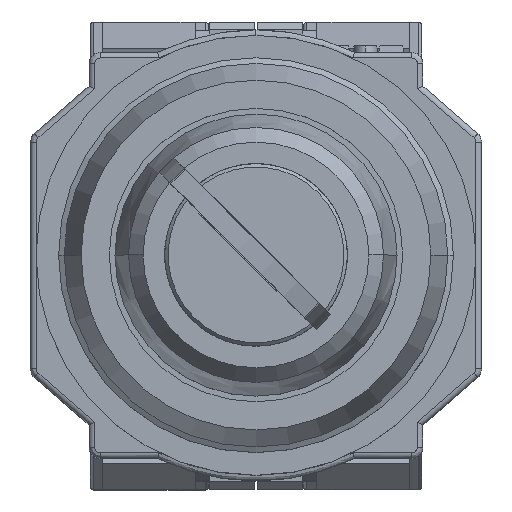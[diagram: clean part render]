
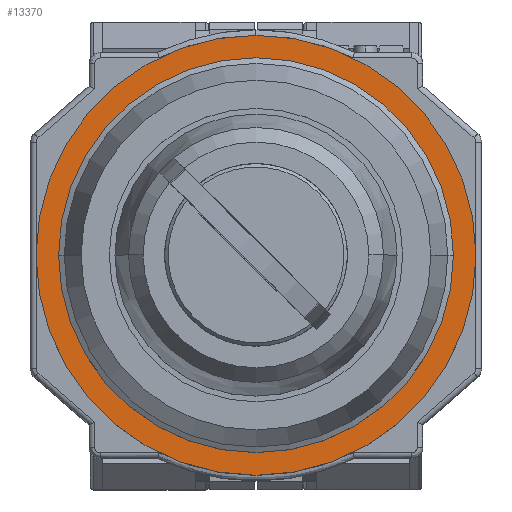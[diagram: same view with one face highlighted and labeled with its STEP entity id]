
A CAD part, top view. The second image highlights one B-rep face of the part: STEP entity #13370.
In plain terms, the highlighted planar face has unit normal (0, 0, 1).
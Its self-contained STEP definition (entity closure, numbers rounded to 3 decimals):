
#299 = CARTESIAN_POINT ( 'NONE',  ( 0., 0., 1.5 ) ) ;
#396 = DIRECTION ( 'NONE',  ( 0., 0., 1. ) ) ;
#861 = EDGE_LOOP ( 'NONE', ( #8301, #16670 ) ) ;
#1124 = CARTESIAN_POINT ( 'NONE',  ( 0., 0., 1.5 ) ) ;
#1173 = CIRCLE ( 'NONE', #14288, 19.5 ) ;
#1239 = VERTEX_POINT ( 'NONE', #5772 ) ;
#1326 = EDGE_CURVE ( 'NONE', #4036, #1239, #19720, .T. ) ;
#1589 = CIRCLE ( 'NONE', #16005, 14.75 ) ;
#2231 = EDGE_CURVE ( 'NONE', #1239, #4036, #1589, .T. ) ;
#4036 = VERTEX_POINT ( 'NONE', #17685 ) ;
#4816 = CARTESIAN_POINT ( 'NONE',  ( 19.5, 0., 1.5 ) ) ;
#5492 = DIRECTION ( 'NONE',  ( -1., 0., 0. ) ) ;
#5497 = DIRECTION ( 'NONE',  ( 1., 0., 0. ) ) ;
#5772 = CARTESIAN_POINT ( 'NONE',  ( 14.75, 0., 1.5 ) ) ;
#7103 = ORIENTED_EDGE ( 'NONE', *, *, #2231, .F. ) ;
#7501 = DIRECTION ( 'NONE',  ( 0., 0., 1. ) ) ;
#7506 = DIRECTION ( 'NONE',  ( 0., 0., 1. ) ) ;
#8174 = VERTEX_POINT ( 'NONE', #12892 ) ;
#8301 = ORIENTED_EDGE ( 'NONE', *, *, #12944, .T. ) ;
#8492 = CARTESIAN_POINT ( 'NONE',  ( 0., 0., 1.5 ) ) ;
#9546 = CARTESIAN_POINT ( 'NONE',  ( 0., 0., 1.5 ) ) ;
#9552 = CARTESIAN_POINT ( 'NONE',  ( -19.734, -19.734, 1.5 ) ) ;
#9882 = ORIENTED_EDGE ( 'NONE', *, *, #1326, .F. ) ;
#10765 = DIRECTION ( 'NONE',  ( -1., 0., 0. ) ) ;
#11389 = EDGE_LOOP ( 'NONE', ( #9882, #7103 ) ) ;
#11596 = PLANE ( 'NONE',  #14656 ) ;
#11952 = VERTEX_POINT ( 'NONE', #4816 ) ;
#12094 = FACE_OUTER_BOUND ( 'NONE', #861, .T. ) ;
#12280 = AXIS2_PLACEMENT_3D ( 'NONE', #299, #16013, #13994 ) ;
#12607 = FACE_BOUND ( 'NONE', #11389, .T. ) ;
#12785 = DIRECTION ( 'NONE',  ( 0., 0., 1. ) ) ;
#12892 = CARTESIAN_POINT ( 'NONE',  ( -19.5, 0., 1.5 ) ) ;
#12944 = EDGE_CURVE ( 'NONE', #8174, #11952, #1173, .T. ) ;
#13120 = EDGE_CURVE ( 'NONE', #11952, #8174, #16368, .T. ) ;
#13370 = ADVANCED_FACE ( 'NONE', ( #12607, #12094 ), #11596, .T. ) ;
#13994 = DIRECTION ( 'NONE',  ( -1., 0., 0. ) ) ;
#14288 = AXIS2_PLACEMENT_3D ( 'NONE', #8492, #396, #18117 ) ;
#14656 = AXIS2_PLACEMENT_3D ( 'NONE', #9552, #7506, #5497 ) ;
#15431 = AXIS2_PLACEMENT_3D ( 'NONE', #1124, #12785, #10765 ) ;
#16005 = AXIS2_PLACEMENT_3D ( 'NONE', #9546, #7501, #5492 ) ;
#16013 = DIRECTION ( 'NONE',  ( 0., 0., 1. ) ) ;
#16368 = CIRCLE ( 'NONE', #15431, 19.5 ) ;
#16670 = ORIENTED_EDGE ( 'NONE', *, *, #13120, .T. ) ;
#17685 = CARTESIAN_POINT ( 'NONE',  ( -14.75, 0., 1.5 ) ) ;
#18117 = DIRECTION ( 'NONE',  ( -1., 0., 0. ) ) ;
#19720 = CIRCLE ( 'NONE', #12280, 14.75 ) ;
